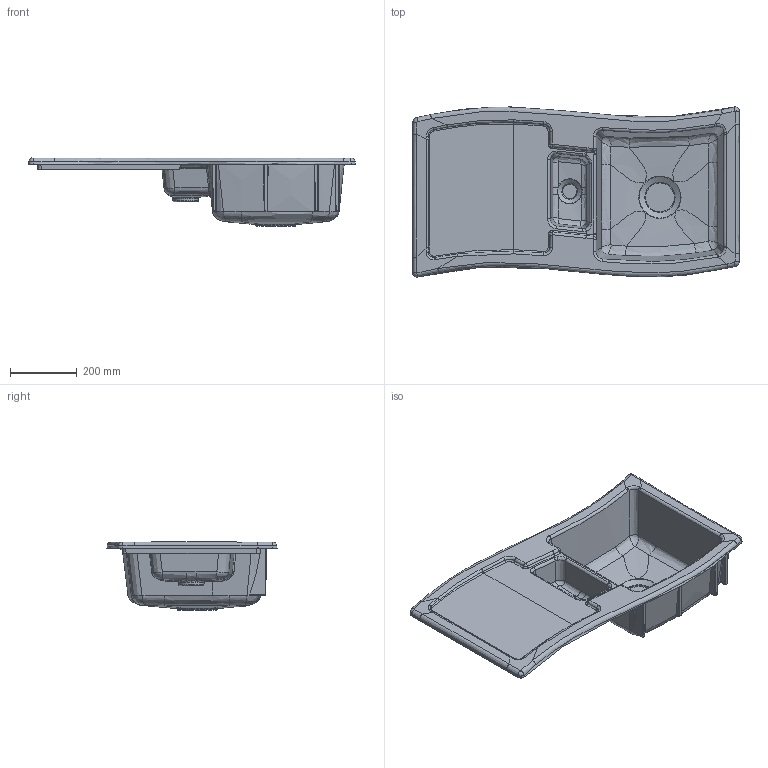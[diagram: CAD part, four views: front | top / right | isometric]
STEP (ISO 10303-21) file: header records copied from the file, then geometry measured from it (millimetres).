
FILE_DESCRIPTION(/* description */ (''),/* implementation_level */ '2;1');
FILE_NAME(/* name */ 'Spuele_6716_New_Wawe.stp',/* time_stamp */ '2019-02-20T14:34:57+01:00',/* author */ (''),/* organization */ (''),/* preprocessor_version */ 'ST-DEVELOPER v16',/* originating_system */ 'SIEMENS PLM Software NX 10.0',/* authorisation */ '');
FILE_SCHEMA (('AUTOMOTIVE_DESIGN { 1 0 10303 214 3 1 1 1 }'));
Products named in the file (1): Sier17C06C057nv6
Bounding box: 980.72 x 510.84 x 204.63 mm (x, y, z)
Surface area: 1523528.1 mm2 (no closed solid volume)
Topology: 0 solids, 1 shells, 387 faces, 955 edges, 553 vertices
Faces by surface type: bspline 348, sphere 16, plane 14, torus 5, cone 4
Entity records: 38845 total; most frequent: CARTESIAN_POINT 32841, ORIENTED_EDGE 1838, EDGE_CURVE 919, B_SPLINE_CURVE_WITH_KNOTS 785, VERTEX_POINT 545, EDGE_LOOP 398, ADVANCED_FACE 387, FACE_OUTER_BOUND 376
